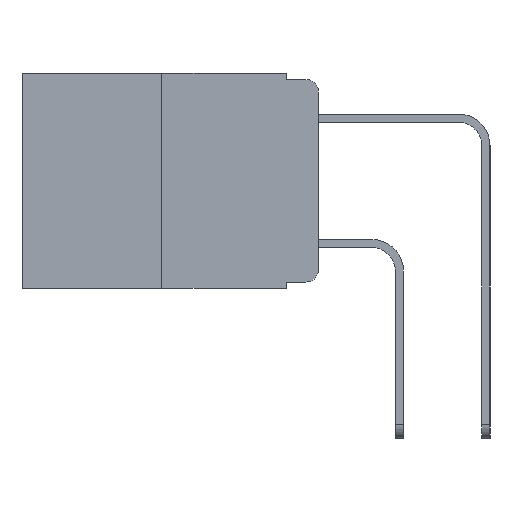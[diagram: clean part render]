
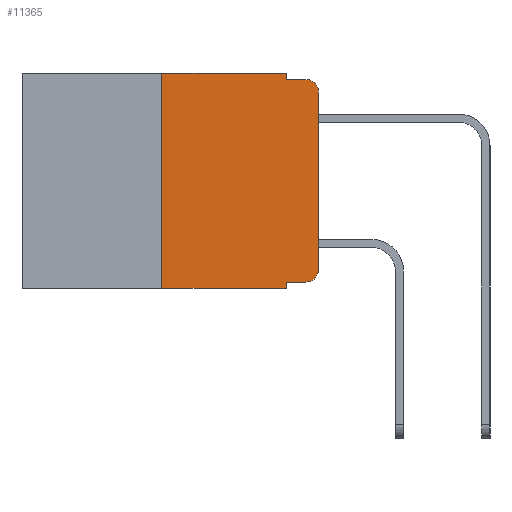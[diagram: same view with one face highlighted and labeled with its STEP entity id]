
A CAD part, left-side view. The second image highlights one B-rep face of the part: STEP entity #11365.
In plain terms, the highlighted planar face has unit normal (-1, 0, 0).
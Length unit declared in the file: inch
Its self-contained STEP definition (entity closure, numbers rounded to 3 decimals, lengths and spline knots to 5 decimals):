
#213 = AXIS2_PLACEMENT_3D ( 'NONE', #10691, #11671, #5532 ) ;
#277 = EDGE_CURVE ( 'NONE', #8068, #967, #2793, .T. ) ;
#790 = CARTESIAN_POINT ( 'NONE',  ( 0., 0.25, -0.343 ) ) ;
#833 = AXIS2_PLACEMENT_3D ( 'NONE', #6271, #13340, #7312 ) ;
#931 = ORIENTED_EDGE ( 'NONE', *, *, #8303, .T. ) ;
#967 = VERTEX_POINT ( 'NONE', #11298 ) ;
#977 = VECTOR ( 'NONE', #8638, 39.37008 ) ;
#1017 = CARTESIAN_POINT ( 'NONE',  ( 0., 0.051, -0.343 ) ) ;
#1180 = CARTESIAN_POINT ( 'NONE',  ( 0., 0.473, 0. ) ) ;
#1286 = ORIENTED_EDGE ( 'NONE', *, *, #6890, .T. ) ;
#1317 = CARTESIAN_POINT ( 'NONE',  ( 0., 0.051, 0. ) ) ;
#1347 = CARTESIAN_POINT ( 'NONE',  ( 0., 0.02, -0.01 ) ) ;
#1398 = VERTEX_POINT ( 'NONE', #2229 ) ;
#1709 = LINE ( 'NONE', #1180, #9974 ) ;
#1831 = VECTOR ( 'NONE', #10428, 39.37008 ) ;
#2035 = CARTESIAN_POINT ( 'NONE',  ( 0., 0.25, 0. ) ) ;
#2229 = CARTESIAN_POINT ( 'NONE',  ( 0., 0.051, -0.333 ) ) ;
#2518 = ORIENTED_EDGE ( 'NONE', *, *, #13102, .F. ) ;
#2793 = LINE ( 'NONE', #13382, #4549 ) ;
#3328 = VERTEX_POINT ( 'NONE', #12546 ) ;
#3362 = CARTESIAN_POINT ( 'NONE',  ( 0., 0., -0.313 ) ) ;
#3400 = CARTESIAN_POINT ( 'NONE',  ( 0., 0.051, -0.01 ) ) ;
#3492 = ORIENTED_EDGE ( 'NONE', *, *, #5379, .T. ) ;
#3513 = PLANE ( 'NONE',  #213 ) ;
#3595 = DIRECTION ( 'NONE',  ( 0., 0., -1. ) ) ;
#4013 = CARTESIAN_POINT ( 'NONE',  ( 0., 0.02, -0.313 ) ) ;
#4051 = LINE ( 'NONE', #3400, #9169 ) ;
#4549 = VECTOR ( 'NONE', #7131, 39.37008 ) ;
#4677 = AXIS2_PLACEMENT_3D ( 'NONE', #4013, #11174, #5027 ) ;
#4808 = LINE ( 'NONE', #2035, #6816 ) ;
#4985 = LINE ( 'NONE', #9930, #10132 ) ;
#4989 = VERTEX_POINT ( 'NONE', #1347 ) ;
#5027 = DIRECTION ( 'NONE',  ( 0., 0., -1. ) ) ;
#5333 = CARTESIAN_POINT ( 'NONE',  ( 0., 0.473, -0.343 ) ) ;
#5379 = EDGE_CURVE ( 'NONE', #7385, #5999, #7306, .T. ) ;
#5532 = DIRECTION ( 'NONE',  ( 0., 0., -1. ) ) ;
#5536 = ORIENTED_EDGE ( 'NONE', *, *, #9704, .F. ) ;
#5572 = CARTESIAN_POINT ( 'NONE',  ( 0., 0.051, 0. ) ) ;
#5999 = VERTEX_POINT ( 'NONE', #1017 ) ;
#6165 = DIRECTION ( 'NONE',  ( 0., 0., 1. ) ) ;
#6169 = ORIENTED_EDGE ( 'NONE', *, *, #8986, .F. ) ;
#6271 = CARTESIAN_POINT ( 'NONE',  ( 0., 0.02, -0.03 ) ) ;
#6628 = ORIENTED_EDGE ( 'NONE', *, *, #13014, .T. ) ;
#6648 = VERTEX_POINT ( 'NONE', #11473 ) ;
#6816 = VECTOR ( 'NONE', #6165, 39.37008 ) ;
#6890 = EDGE_CURVE ( 'NONE', #6648, #8068, #10180, .T. ) ;
#7114 = VECTOR ( 'NONE', #3595, 39.37008 ) ;
#7131 = DIRECTION ( 'NONE',  ( 0., 0., 1. ) ) ;
#7306 = LINE ( 'NONE', #5333, #1831 ) ;
#7312 = DIRECTION ( 'NONE',  ( 0., 0., -1. ) ) ;
#7385 = VERTEX_POINT ( 'NONE', #790 ) ;
#7786 = VERTEX_POINT ( 'NONE', #12883 ) ;
#8068 = VERTEX_POINT ( 'NONE', #3362 ) ;
#8303 = EDGE_CURVE ( 'NONE', #1398, #6648, #4985, .T. ) ;
#8638 = DIRECTION ( 'NONE',  ( 0., 0., -1. ) ) ;
#8986 = EDGE_CURVE ( 'NONE', #1398, #5999, #9289, .T. ) ;
#9078 = ORIENTED_EDGE ( 'NONE', *, *, #277, .T. ) ;
#9169 = VECTOR ( 'NONE', #9476, 39.37008 ) ;
#9289 = LINE ( 'NONE', #1317, #977 ) ;
#9425 = CARTESIAN_POINT ( 'NONE',  ( 0., 0.051, -0.01 ) ) ;
#9476 = DIRECTION ( 'NONE',  ( 0., -1., 0. ) ) ;
#9704 = EDGE_CURVE ( 'NONE', #7385, #7786, #4808, .T. ) ;
#9930 = CARTESIAN_POINT ( 'NONE',  ( 0., 0.051, -0.333 ) ) ;
#9974 = VECTOR ( 'NONE', #10509, 39.37008 ) ;
#10063 = ORIENTED_EDGE ( 'NONE', *, *, #12364, .F. ) ;
#10132 = VECTOR ( 'NONE', #10973, 39.37008 ) ;
#10180 = CIRCLE ( 'NONE', #4677, 0.02 ) ;
#10395 = EDGE_CURVE ( 'NONE', #3328, #10893, #12543, .T. ) ;
#10428 = DIRECTION ( 'NONE',  ( 0., -1., 0. ) ) ;
#10509 = DIRECTION ( 'NONE',  ( 0., -1., 0. ) ) ;
#10626 = CIRCLE ( 'NONE', #833, 0.02 ) ;
#10691 = CARTESIAN_POINT ( 'NONE',  ( 0., 0.473, 0. ) ) ;
#10893 = VERTEX_POINT ( 'NONE', #9425 ) ;
#10973 = DIRECTION ( 'NONE',  ( 0., -1., 0. ) ) ;
#11174 = DIRECTION ( 'NONE',  ( -1., 0., 0. ) ) ;
#11298 = CARTESIAN_POINT ( 'NONE',  ( 0., 0., -0.03 ) ) ;
#11365 = ADVANCED_FACE ( 'NONE', ( #13078 ), #3513, .F. ) ;
#11473 = CARTESIAN_POINT ( 'NONE',  ( 0., 0.02, -0.333 ) ) ;
#11671 = DIRECTION ( 'NONE',  ( 1., 0., 0. ) ) ;
#11732 = EDGE_LOOP ( 'NONE', ( #9078, #6628, #10063, #12680, #2518, #5536, #3492, #6169, #931, #1286 ) ) ;
#12364 = EDGE_CURVE ( 'NONE', #10893, #4989, #4051, .T. ) ;
#12543 = LINE ( 'NONE', #5572, #7114 ) ;
#12546 = CARTESIAN_POINT ( 'NONE',  ( 0., 0.051, 0. ) ) ;
#12680 = ORIENTED_EDGE ( 'NONE', *, *, #10395, .F. ) ;
#12883 = CARTESIAN_POINT ( 'NONE',  ( 0., 0.25, 0. ) ) ;
#13014 = EDGE_CURVE ( 'NONE', #967, #4989, #10626, .T. ) ;
#13078 = FACE_OUTER_BOUND ( 'NONE', #11732, .T. ) ;
#13102 = EDGE_CURVE ( 'NONE', #7786, #3328, #1709, .T. ) ;
#13340 = DIRECTION ( 'NONE',  ( -1., 0., 0. ) ) ;
#13382 = CARTESIAN_POINT ( 'NONE',  ( 0., 0., 0. ) ) ;
